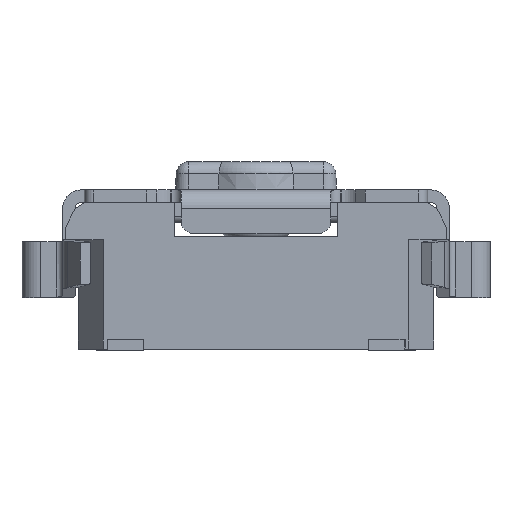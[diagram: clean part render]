
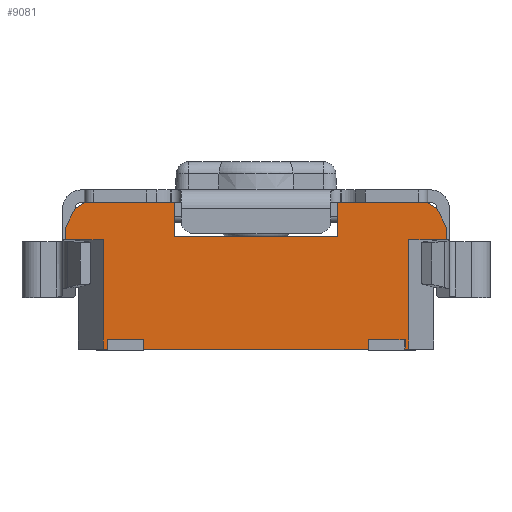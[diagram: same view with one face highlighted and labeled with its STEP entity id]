
A CAD part, front view. The second image highlights one B-rep face of the part: STEP entity #9081.
In plain terms, the highlighted planar face has unit normal (0, -1, 0).
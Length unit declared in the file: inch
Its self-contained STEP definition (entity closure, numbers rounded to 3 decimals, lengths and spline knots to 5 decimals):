
#133=PLANE('',#9669);
#492=FACE_OUTER_BOUND('',#988,.T.);
#988=EDGE_LOOP('',(#6618,#6619,#6620,#6621,#6622,#6623,#6624,#6625,#6626,
#6627,#6628,#6629,#6630,#6631,#6632,#6633,#6634,#6635,#6636,#6637,#6638,
#6639,#6640,#6641));
#1506=LINE('',#13182,#2561);
#1517=LINE('',#13203,#2572);
#1656=LINE('',#13571,#2711);
#1721=LINE('',#13752,#2776);
#1722=LINE('',#13756,#2777);
#1723=LINE('',#13758,#2778);
#1724=LINE('',#13760,#2779);
#1725=LINE('',#13762,#2780);
#1726=LINE('',#13763,#2781);
#1727=LINE('',#13765,#2782);
#1728=LINE('',#13767,#2783);
#1729=LINE('',#13769,#2784);
#1730=LINE('',#13771,#2785);
#1731=LINE('',#13773,#2786);
#1732=LINE('',#13775,#2787);
#1733=LINE('',#13777,#2788);
#1734=LINE('',#13779,#2789);
#1735=LINE('',#13781,#2790);
#1736=LINE('',#13783,#2791);
#1737=LINE('',#13784,#2792);
#1738=LINE('',#13785,#2793);
#1739=LINE('',#13787,#2794);
#1740=LINE('',#13789,#2795);
#1741=LINE('',#13790,#2796);
#2561=VECTOR('',#10482,0.3937);
#2572=VECTOR('',#10497,0.00591);
#2711=VECTOR('',#10762,0.05709);
#2776=VECTOR('',#10913,0.02165);
#2777=VECTOR('',#10916,0.0689);
#2778=VECTOR('',#10917,0.02362);
#2779=VECTOR('',#10918,0.00787);
#2780=VECTOR('',#10919,0.01321);
#2781=VECTOR('',#10920,0.0071);
#2782=VECTOR('',#10921,0.10236);
#2783=VECTOR('',#10922,0.02165);
#2784=VECTOR('',#10923,0.05709);
#2785=VECTOR('',#10924,0.0071);
#2786=VECTOR('',#10925,0.01321);
#2787=VECTOR('',#10926,0.00787);
#2788=VECTOR('',#10927,0.3937);
#2789=VECTOR('',#10928,0.3937);
#2790=VECTOR('',#10929,0.3937);
#2791=VECTOR('',#10930,0.3937);
#2792=VECTOR('',#10931,0.3937);
#2793=VECTOR('',#10932,0.14173);
#2794=VECTOR('',#10933,0.02323);
#2795=VECTOR('',#10934,0.00591);
#2796=VECTOR('',#10935,0.00236);
#3903=VERTEX_POINT('',#13179);
#3904=VERTEX_POINT('',#13181);
#3911=VERTEX_POINT('',#13200);
#3912=VERTEX_POINT('',#13202);
#4067=VERTEX_POINT('',#13568);
#4068=VERTEX_POINT('',#13570);
#4129=VERTEX_POINT('',#13750);
#4130=VERTEX_POINT('',#13754);
#4131=VERTEX_POINT('',#13755);
#4132=VERTEX_POINT('',#13757);
#4133=VERTEX_POINT('',#13759);
#4134=VERTEX_POINT('',#13761);
#4135=VERTEX_POINT('',#13764);
#4136=VERTEX_POINT('',#13766);
#4137=VERTEX_POINT('',#13768);
#4138=VERTEX_POINT('',#13770);
#4139=VERTEX_POINT('',#13772);
#4140=VERTEX_POINT('',#13774);
#4141=VERTEX_POINT('',#13776);
#4142=VERTEX_POINT('',#13778);
#4143=VERTEX_POINT('',#13780);
#4144=VERTEX_POINT('',#13782);
#4145=VERTEX_POINT('',#13786);
#4146=VERTEX_POINT('',#13788);
#4817=EDGE_CURVE('',#3903,#3904,#1506,.T.);
#4828=EDGE_CURVE('',#3912,#3911,#1517,.T.);
#5009=EDGE_CURVE('',#4067,#4068,#1656,.T.);
#5098=EDGE_CURVE('',#4067,#4129,#1721,.T.);
#5099=EDGE_CURVE('',#4130,#4131,#1722,.T.);
#5100=EDGE_CURVE('',#4131,#4132,#1723,.T.);
#5101=EDGE_CURVE('',#4132,#4133,#1724,.T.);
#5102=EDGE_CURVE('',#4134,#4133,#1725,.T.);
#5103=EDGE_CURVE('',#4068,#4134,#1726,.T.);
#5104=EDGE_CURVE('',#4129,#4135,#1727,.T.);
#5105=EDGE_CURVE('',#4135,#4136,#1728,.T.);
#5106=EDGE_CURVE('',#4137,#4136,#1729,.T.);
#5107=EDGE_CURVE('',#4138,#4137,#1730,.T.);
#5108=EDGE_CURVE('',#4139,#4138,#1731,.T.);
#5109=EDGE_CURVE('',#4139,#4140,#1732,.T.);
#5110=EDGE_CURVE('',#4140,#4141,#1733,.T.);
#5111=EDGE_CURVE('',#4141,#4142,#1734,.T.);
#5112=EDGE_CURVE('',#4143,#4142,#1735,.T.);
#5113=EDGE_CURVE('',#4143,#4144,#1736,.T.);
#5114=EDGE_CURVE('',#4144,#3904,#1737,.T.);
#5115=EDGE_CURVE('',#3912,#3903,#1738,.T.);
#5116=EDGE_CURVE('',#3911,#4145,#1739,.T.);
#5117=EDGE_CURVE('',#4145,#4146,#1740,.T.);
#5118=EDGE_CURVE('',#4130,#4146,#1741,.T.);
#6618=ORIENTED_EDGE('',*,*,#5099,.T.);
#6619=ORIENTED_EDGE('',*,*,#5100,.T.);
#6620=ORIENTED_EDGE('',*,*,#5101,.T.);
#6621=ORIENTED_EDGE('',*,*,#5102,.F.);
#6622=ORIENTED_EDGE('',*,*,#5103,.F.);
#6623=ORIENTED_EDGE('',*,*,#5009,.F.);
#6624=ORIENTED_EDGE('',*,*,#5098,.T.);
#6625=ORIENTED_EDGE('',*,*,#5104,.T.);
#6626=ORIENTED_EDGE('',*,*,#5105,.T.);
#6627=ORIENTED_EDGE('',*,*,#5106,.F.);
#6628=ORIENTED_EDGE('',*,*,#5107,.F.);
#6629=ORIENTED_EDGE('',*,*,#5108,.F.);
#6630=ORIENTED_EDGE('',*,*,#5109,.T.);
#6631=ORIENTED_EDGE('',*,*,#5110,.T.);
#6632=ORIENTED_EDGE('',*,*,#5111,.T.);
#6633=ORIENTED_EDGE('',*,*,#5112,.F.);
#6634=ORIENTED_EDGE('',*,*,#5113,.T.);
#6635=ORIENTED_EDGE('',*,*,#5114,.T.);
#6636=ORIENTED_EDGE('',*,*,#4817,.F.);
#6637=ORIENTED_EDGE('',*,*,#5115,.F.);
#6638=ORIENTED_EDGE('',*,*,#4828,.T.);
#6639=ORIENTED_EDGE('',*,*,#5116,.T.);
#6640=ORIENTED_EDGE('',*,*,#5117,.T.);
#6641=ORIENTED_EDGE('',*,*,#5118,.F.);
#9081=ADVANCED_FACE('',(#492),#133,.F.);
#9669=AXIS2_PLACEMENT_3D('',#13753,#10914,#10915);
#10482=DIRECTION('',(0.,0.,1.));
#10497=DIRECTION('',(0.,0.,1.));
#10762=DIRECTION('',(1.,0.,0.));
#10913=DIRECTION('',(0.,0.,-1.));
#10914=DIRECTION('center_axis',(0.,1.,0.));
#10915=DIRECTION('ref_axis',(1.,0.,0.));
#10916=DIRECTION('',(0.,0.,1.));
#10917=DIRECTION('',(1.,0.,0.));
#10918=DIRECTION('',(0.,0.,1.));
#10919=DIRECTION('',(0.447,0.,-0.894));
#10920=DIRECTION('',(0.832,0.,-0.555));
#10921=DIRECTION('',(-1.,0.,0.));
#10922=DIRECTION('',(0.,0.,1.));
#10923=DIRECTION('',(1.,0.,0.));
#10924=DIRECTION('',(0.832,0.,0.555));
#10925=DIRECTION('',(0.447,0.,0.894));
#10926=DIRECTION('',(0.,0.,-1.));
#10927=DIRECTION('',(1.,0.,0.));
#10928=DIRECTION('',(0.,0.,-1.));
#10929=DIRECTION('',(-1.,0.,0.));
#10930=DIRECTION('',(0.,0.,1.));
#10931=DIRECTION('',(1.,0.,0.));
#10932=DIRECTION('',(-1.,0.,0.));
#10933=DIRECTION('',(1.,0.,0.));
#10934=DIRECTION('',(0.,0.,-1.));
#10935=DIRECTION('',(-1.,0.,0.));
#13179=CARTESIAN_POINT('',(-0.11799,-0.09723,-0.07509));
#13181=CARTESIAN_POINT('',(-0.11799,-0.09723,-0.06919));
#13182=CARTESIAN_POINT('',(-0.11799,-0.09723,-0.04311));
#13200=CARTESIAN_POINT('',(0.02374,-0.09723,-0.06919));
#13202=CARTESIAN_POINT('',(0.02374,-0.09723,-0.07509));
#13203=CARTESIAN_POINT('',(0.02374,-0.09723,-0.07509));
#13568=CARTESIAN_POINT('',(0.00406,-0.09723,0.01743));
#13570=CARTESIAN_POINT('',(0.06114,-0.09723,0.01743));
#13571=CARTESIAN_POINT('',(0.00406,-0.09723,0.01743));
#13750=CARTESIAN_POINT('',(0.00406,-0.09723,-0.00423));
#13752=CARTESIAN_POINT('',(0.00406,-0.09723,0.01743));
#13753=CARTESIAN_POINT('Origin',(-0.04712,-0.09723,
-0.02883));
#13754=CARTESIAN_POINT('',(0.04933,-0.09723,-0.07509));
#13755=CARTESIAN_POINT('',(0.04933,-0.09723,-0.0062));
#13756=CARTESIAN_POINT('',(0.04933,-0.09723,-0.07509));
#13757=CARTESIAN_POINT('',(0.07296,-0.09723,-0.0062));
#13758=CARTESIAN_POINT('',(0.04933,-0.09723,-0.0062));
#13759=CARTESIAN_POINT('',(0.07296,-0.09723,0.00168));
#13760=CARTESIAN_POINT('',(0.07296,-0.09723,-0.0062));
#13761=CARTESIAN_POINT('',(0.06705,-0.09723,0.01349));
#13762=CARTESIAN_POINT('',(0.06705,-0.09723,0.01349));
#13763=CARTESIAN_POINT('',(0.06114,-0.09723,0.01743));
#13764=CARTESIAN_POINT('',(-0.0983,-0.09723,-0.00423));
#13765=CARTESIAN_POINT('',(0.00406,-0.09723,-0.00423));
#13766=CARTESIAN_POINT('',(-0.0983,-0.09723,0.01743));
#13767=CARTESIAN_POINT('',(-0.0983,-0.09723,-0.00423));
#13768=CARTESIAN_POINT('',(-0.15539,-0.09723,0.01743));
#13769=CARTESIAN_POINT('',(-0.15539,-0.09723,0.01743));
#13770=CARTESIAN_POINT('',(-0.1613,-0.09723,0.01349));
#13771=CARTESIAN_POINT('',(-0.1613,-0.09723,0.01349));
#13772=CARTESIAN_POINT('',(-0.1672,-0.09723,0.00168));
#13773=CARTESIAN_POINT('',(-0.1672,-0.09723,0.00168));
#13774=CARTESIAN_POINT('',(-0.1672,-0.09723,-0.0062));
#13775=CARTESIAN_POINT('',(-0.1672,-0.09723,0.00168));
#13776=CARTESIAN_POINT('',(-0.14358,-0.09723,-0.0062));
#13777=CARTESIAN_POINT('',(-0.10126,-0.09723,-0.0062));
#13778=CARTESIAN_POINT('',(-0.14358,-0.09723,-0.07509));
#13779=CARTESIAN_POINT('',(-0.14358,-0.09723,-0.03474));
#13780=CARTESIAN_POINT('',(-0.14082,-0.09723,-0.07509));
#13781=CARTESIAN_POINT('',(-0.0986,-0.09723,-0.07509));
#13782=CARTESIAN_POINT('',(-0.14082,-0.09723,-0.06919));
#13783=CARTESIAN_POINT('',(-0.14082,-0.09723,-0.05049));
#13784=CARTESIAN_POINT('',(-0.08994,-0.09723,-0.06919));
#13785=CARTESIAN_POINT('',(0.02374,-0.09723,-0.07509));
#13786=CARTESIAN_POINT('',(0.04697,-0.09723,-0.06919));
#13787=CARTESIAN_POINT('',(0.02374,-0.09723,-0.06919));
#13788=CARTESIAN_POINT('',(0.04697,-0.09723,-0.07509));
#13789=CARTESIAN_POINT('',(0.04697,-0.09723,-0.06919));
#13790=CARTESIAN_POINT('',(0.04933,-0.09723,-0.07509));
